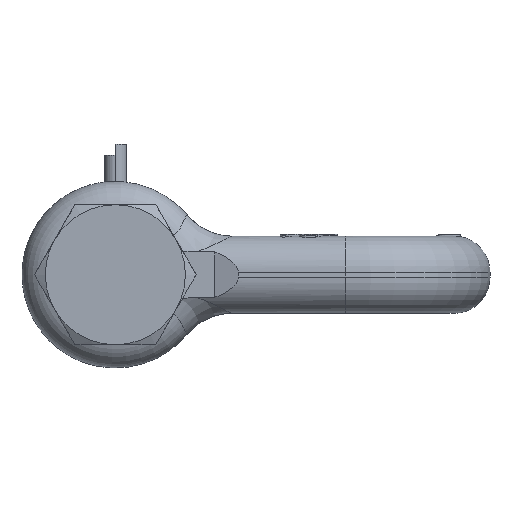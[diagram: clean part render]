
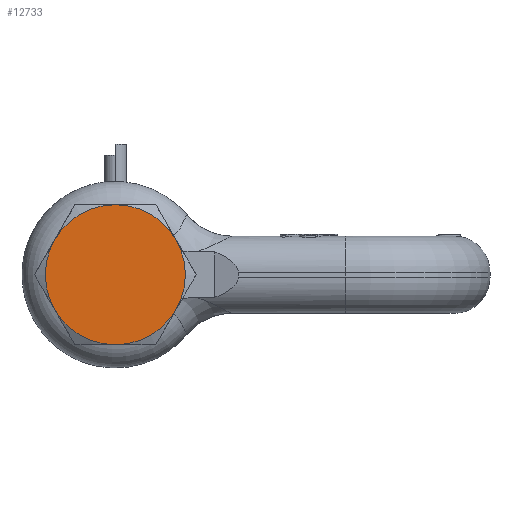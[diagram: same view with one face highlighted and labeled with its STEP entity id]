
A CAD part, left-side view. The second image highlights one B-rep face of the part: STEP entity #12733.
In plain terms, the highlighted planar face has unit normal (-1, 0, 0).
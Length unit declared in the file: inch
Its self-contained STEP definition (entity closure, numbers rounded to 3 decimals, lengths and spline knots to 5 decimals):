
#12240=CARTESIAN_POINT('',(-1.563,0.,0.));
#12241=DIRECTION('',(-1.,0.,0.));
#12242=DIRECTION('',(0.,0.,-1.));
#12243=AXIS2_PLACEMENT_3D('',#12240,#12241,#12242);
#12245=CARTESIAN_POINT('',(-1.563,0.,0.));
#12246=DIRECTION('',(-1.,0.,0.));
#12247=DIRECTION('',(0.,0.866,-0.5));
#12248=AXIS2_PLACEMENT_3D('',#12245,#12246,#12247);
#12250=CARTESIAN_POINT('',(-1.563,0.,0.));
#12251=DIRECTION('',(-1.,0.,0.));
#12252=DIRECTION('',(0.,0.866,0.5));
#12253=AXIS2_PLACEMENT_3D('',#12250,#12251,#12252);
#12255=CARTESIAN_POINT('',(-1.563,0.,0.));
#12256=DIRECTION('',(-1.,0.,0.));
#12257=DIRECTION('',(0.,0.,1.));
#12258=AXIS2_PLACEMENT_3D('',#12255,#12256,#12257);
#12260=CARTESIAN_POINT('',(-1.563,0.,0.));
#12261=DIRECTION('',(-1.,0.,0.));
#12262=DIRECTION('',(0.,-0.866,0.5));
#12263=AXIS2_PLACEMENT_3D('',#12260,#12261,#12262);
#12265=CARTESIAN_POINT('',(-1.563,0.,0.));
#12266=DIRECTION('',(-1.,0.,0.));
#12267=DIRECTION('',(0.,-0.866,-0.5));
#12268=AXIS2_PLACEMENT_3D('',#12265,#12266,#12267);
#12282=CARTESIAN_POINT('',(-1.563,0.,-0.5625));
#12283=CARTESIAN_POINT('',(-1.563,-0.48714,-0.28125));
#12284=VERTEX_POINT('',#12282);
#12285=VERTEX_POINT('',#12283);
#12286=CARTESIAN_POINT('',(-1.563,-0.48714,0.28125));
#12287=VERTEX_POINT('',#12286);
#12288=CARTESIAN_POINT('',(-1.563,0.,0.5625));
#12289=VERTEX_POINT('',#12288);
#12290=CARTESIAN_POINT('',(-1.563,0.48714,0.28125));
#12291=VERTEX_POINT('',#12290);
#12292=CARTESIAN_POINT('',(-1.563,0.48714,-0.28125));
#12293=VERTEX_POINT('',#12292);
#12720=CARTESIAN_POINT('',(-1.563,0.,0.));
#12721=DIRECTION('',(-1.,0.,0.));
#12722=DIRECTION('',(0.,0.,1.));
#12723=AXIS2_PLACEMENT_3D('',#12720,#12721,#12722);
#12724=PLANE('',#12723);
#12725=ORIENTED_EDGE('',*,*,#12429,.F.);
#12726=ORIENTED_EDGE('',*,*,#12369,.F.);
#12727=ORIENTED_EDGE('',*,*,#12355,.F.);
#12728=ORIENTED_EDGE('',*,*,#12341,.F.);
#12729=ORIENTED_EDGE('',*,*,#12457,.F.);
#12730=ORIENTED_EDGE('',*,*,#12443,.F.);
#12731=EDGE_LOOP('',(#12725,#12726,#12727,#12728,#12729,#12730));
#12732=FACE_OUTER_BOUND('',#12731,.F.);
#12733=ADVANCED_FACE('',(#12732),#12724,.T.);
#12244=CIRCLE('',#12243,0.5625);
#12249=CIRCLE('',#12248,0.5625);
#12254=CIRCLE('',#12253,0.5625);
#12259=CIRCLE('',#12258,0.5625);
#12264=CIRCLE('',#12263,0.5625);
#12269=CIRCLE('',#12268,0.5625);
#12341=EDGE_CURVE('',#12289,#12291,#12259,.T.);
#12355=EDGE_CURVE('',#12291,#12293,#12254,.T.);
#12369=EDGE_CURVE('',#12293,#12284,#12249,.T.);
#12429=EDGE_CURVE('',#12284,#12285,#12244,.T.);
#12443=EDGE_CURVE('',#12285,#12287,#12269,.T.);
#12457=EDGE_CURVE('',#12287,#12289,#12264,.T.);
